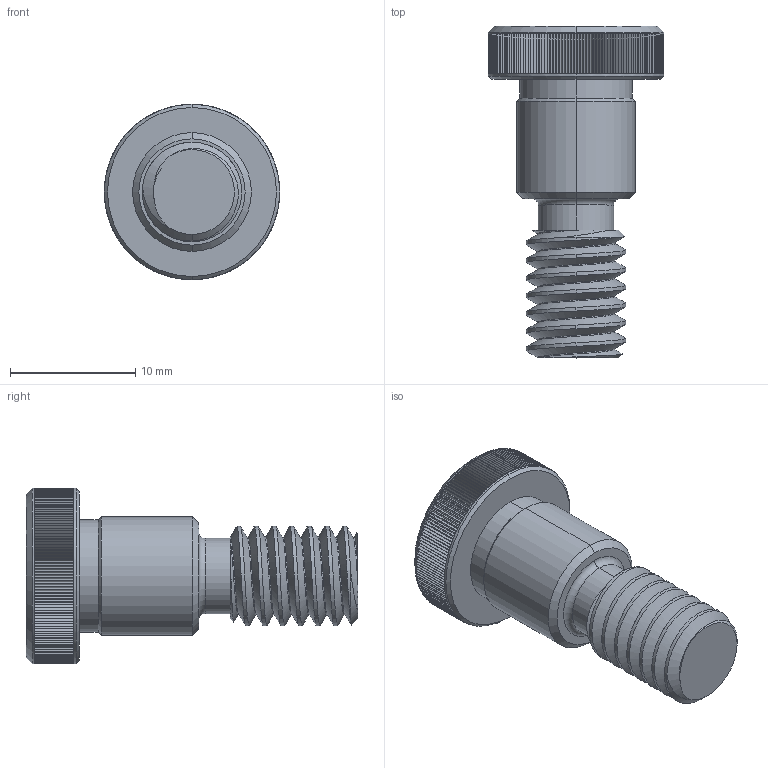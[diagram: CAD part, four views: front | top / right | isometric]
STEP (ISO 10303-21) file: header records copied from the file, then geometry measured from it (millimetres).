
FILE_DESCRIPTION (( 'STEP AP214' ), '1' );
FILE_NAME ('WCP-0351.step', '2021-06-18T05:10:12', ( '' ), ( '' ), 'SwSTEP 2.0', 'SolidWorks 2020', '' );
FILE_SCHEMA (( 'AUTOMOTIVE_DESIGN' ));
Length unit declared in the file: inch
Products named in the file (1): WCP-0351
Bounding box: 14 x 26.48 x 14 mm (x, y, z)
Volume: 1699.8 mm3; surface area: 1461.8 mm2
Topology: 1 solids, 1 shells, 781 faces, 1765 edges, 1169 vertices
Faces by surface type: plane 733, cylinder 22, cone 21, bspline 3, torus 2
Entity records: 23105 total; most frequent: CARTESIAN_POINT 5200, DIRECTION 3680, ORIENTED_EDGE 3530, EDGE_CURVE 1765, VECTOR 1308, LINE 1308, AXIS2_PLACEMENT_3D 1186, VERTEX_POINT 1169
